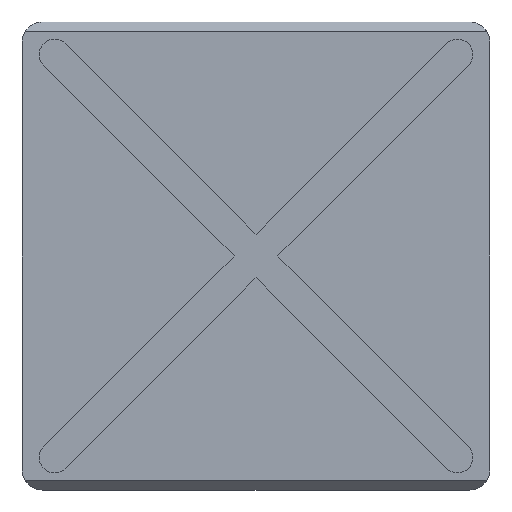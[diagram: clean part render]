
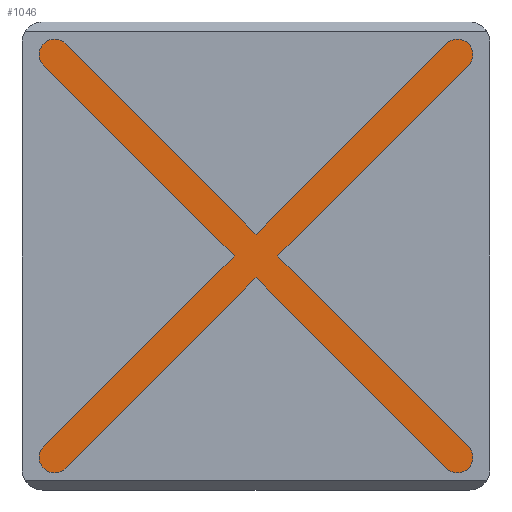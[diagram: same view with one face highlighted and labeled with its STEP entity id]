
A CAD part, front view. The second image highlights one B-rep face of the part: STEP entity #1046.
In plain terms, the highlighted face is planar.
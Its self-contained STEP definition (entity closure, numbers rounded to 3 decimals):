
#13 = DIRECTION ( 'NONE',  ( -0.707, 0.707, 0. ) ) ;
#20 = CARTESIAN_POINT ( 'NONE',  ( -33.231, 30.85, 0.762 ) ) ;
#35 = CARTESIAN_POINT ( 'NONE',  ( -32.534, -29.166, 0.762 ) ) ;
#44 = CARTESIAN_POINT ( 'NONE',  ( 30.85, -30.85, 0.762 ) ) ;
#62 = EDGE_CURVE ( 'NONE', #240, #1329, #352, .T. ) ;
#74 = VERTEX_POINT ( 'NONE', #697 ) ;
#76 = VECTOR ( 'NONE', #826, 1000. ) ;
#85 = LINE ( 'NONE', #113, #477 ) ;
#100 = CARTESIAN_POINT ( 'NONE',  ( 1.684, 1.684, 0.762 ) ) ;
#113 = CARTESIAN_POINT ( 'NONE',  ( -1.684, -1.684, 0.762 ) ) ;
#120 = CARTESIAN_POINT ( 'NONE',  ( -1.684, 1.684, 0.762 ) ) ;
#122 = CARTESIAN_POINT ( 'NONE',  ( 3.368, 0., 0.762 ) ) ;
#128 = VERTEX_POINT ( 'NONE', #1158 ) ;
#172 = VERTEX_POINT ( 'NONE', #122 ) ;
#176 = DIRECTION ( 'NONE',  ( -1., 0., 0. ) ) ;
#203 = CARTESIAN_POINT ( 'NONE',  ( 1.684, -1.684, 0.762 ) ) ;
#218 = VERTEX_POINT ( 'NONE', #292 ) ;
#219 = DIRECTION ( 'NONE',  ( 0., 0., -1. ) ) ;
#234 = CIRCLE ( 'NONE', #427, 2.381 ) ;
#240 = VERTEX_POINT ( 'NONE', #760 ) ;
#247 = CIRCLE ( 'NONE', #440, 2.381 ) ;
#270 = ORIENTED_EDGE ( 'NONE', *, *, #476, .T. ) ;
#285 = EDGE_CURVE ( 'NONE', #218, #1161, #971, .T. ) ;
#292 = CARTESIAN_POINT ( 'NONE',  ( 0., 3.368, 0.762 ) ) ;
#311 = EDGE_CURVE ( 'NONE', #711, #74, #631, .T. ) ;
#326 = CARTESIAN_POINT ( 'NONE',  ( -30.85, 30.85, 0.762 ) ) ;
#350 = ORIENTED_EDGE ( 'NONE', *, *, #285, .F. ) ;
#352 = CIRCLE ( 'NONE', #1181, 2.381 ) ;
#357 = CARTESIAN_POINT ( 'NONE',  ( 30.85, 30.85, 0.762 ) ) ;
#360 = DIRECTION ( 'NONE',  ( 0., 0., -1. ) ) ;
#364 = EDGE_CURVE ( 'NONE', #1080, #519, #1442, .T. ) ;
#377 = CARTESIAN_POINT ( 'NONE',  ( -30.85, -30.85, 0.762 ) ) ;
#395 = ORIENTED_EDGE ( 'NONE', *, *, #1367, .T. ) ;
#425 = DIRECTION ( 'NONE',  ( 0., 0., -1. ) ) ;
#427 = AXIS2_PLACEMENT_3D ( 'NONE', #712, #1149, #721 ) ;
#430 = EDGE_CURVE ( 'NONE', #128, #218, #766, .T. ) ;
#431 = VECTOR ( 'NONE', #869, 1000. ) ;
#438 = DIRECTION ( 'NONE',  ( -0.707, 0.707, 0. ) ) ;
#440 = AXIS2_PLACEMENT_3D ( 'NONE', #44, #649, #962 ) ;
#459 = DIRECTION ( 'NONE',  ( -0.707, 0.707, 0. ) ) ;
#462 = CARTESIAN_POINT ( 'NONE',  ( -1.684, -1.684, 0.762 ) ) ;
#476 = EDGE_CURVE ( 'NONE', #693, #1198, #85, .T. ) ;
#477 = VECTOR ( 'NONE', #459, 1000. ) ;
#501 = VECTOR ( 'NONE', #584, 1000. ) ;
#512 = ORIENTED_EDGE ( 'NONE', *, *, #364, .F. ) ;
#519 = VERTEX_POINT ( 'NONE', #35 ) ;
#542 = EDGE_CURVE ( 'NONE', #74, #519, #234, .T. ) ;
#545 = CIRCLE ( 'NONE', #1105, 2.381 ) ;
#563 = LINE ( 'NONE', #100, #1095 ) ;
#584 = DIRECTION ( 'NONE',  ( -0.707, -0.707, 0. ) ) ;
#621 = CARTESIAN_POINT ( 'NONE',  ( -3.368, 0., 0.762 ) ) ;
#631 = CIRCLE ( 'NONE', #1446, 2.381 ) ;
#649 = DIRECTION ( 'NONE',  ( 0., 0., -1. ) ) ;
#660 = CARTESIAN_POINT ( 'NONE',  ( 0., -3.368, 0.762 ) ) ;
#662 = DIRECTION ( 'NONE',  ( -1., 0., 0. ) ) ;
#663 = CARTESIAN_POINT ( 'NONE',  ( -1.684, 1.684, 0.762 ) ) ;
#679 = CIRCLE ( 'NONE', #1444, 2.381 ) ;
#688 = EDGE_CURVE ( 'NONE', #788, #693, #247, .T. ) ;
#693 = VERTEX_POINT ( 'NONE', #1419 ) ;
#697 = CARTESIAN_POINT ( 'NONE',  ( -33.231, -30.85, 0.762 ) ) ;
#708 = ORIENTED_EDGE ( 'NONE', *, *, #872, .T. ) ;
#709 = FACE_OUTER_BOUND ( 'NONE', #1114, .T. ) ;
#711 = VERTEX_POINT ( 'NONE', #1310 ) ;
#712 = CARTESIAN_POINT ( 'NONE',  ( -30.85, -30.85, 0.762 ) ) ;
#721 = DIRECTION ( 'NONE',  ( -1., 0., 0. ) ) ;
#728 = CARTESIAN_POINT ( 'NONE',  ( 1.684, 1.684, 0.762 ) ) ;
#732 = LINE ( 'NONE', #462, #1338 ) ;
#753 = ORIENTED_EDGE ( 'NONE', *, *, #906, .T. ) ;
#760 = CARTESIAN_POINT ( 'NONE',  ( -32.534, 29.166, 0.762 ) ) ;
#766 = LINE ( 'NONE', #663, #816 ) ;
#788 = VERTEX_POINT ( 'NONE', #996 ) ;
#806 = LINE ( 'NONE', #203, #76 ) ;
#810 = EDGE_CURVE ( 'NONE', #1329, #1161, #679, .T. ) ;
#816 = VECTOR ( 'NONE', #1032, 1000. ) ;
#821 = EDGE_CURVE ( 'NONE', #788, #172, #563, .T. ) ;
#826 = DIRECTION ( 'NONE',  ( -0.707, -0.707, 0. ) ) ;
#869 = DIRECTION ( 'NONE',  ( -0.707, 0.707, 0. ) ) ;
#872 = EDGE_CURVE ( 'NONE', #1198, #711, #806, .T. ) ;
#879 = VERTEX_POINT ( 'NONE', #955 ) ;
#881 = ORIENTED_EDGE ( 'NONE', *, *, #430, .F. ) ;
#892 = DIRECTION ( 'NONE',  ( -1., 0., 0. ) ) ;
#906 = EDGE_CURVE ( 'NONE', #1080, #240, #732, .T. ) ;
#911 = AXIS2_PLACEMENT_3D ( 'NONE', #1036, #360, #1043 ) ;
#933 = CARTESIAN_POINT ( 'NONE',  ( 1.684, -1.684, 0.762 ) ) ;
#934 = ORIENTED_EDGE ( 'NONE', *, *, #688, .T. ) ;
#939 = DIRECTION ( 'NONE',  ( -0.707, -0.707, 0. ) ) ;
#955 = CARTESIAN_POINT ( 'NONE',  ( 32.534, 29.166, 0.762 ) ) ;
#958 = DIRECTION ( 'NONE',  ( 0., 0., -1. ) ) ;
#962 = DIRECTION ( 'NONE',  ( -1., 0., 0. ) ) ;
#971 = LINE ( 'NONE', #728, #431 ) ;
#975 = ORIENTED_EDGE ( 'NONE', *, *, #311, .T. ) ;
#993 = CARTESIAN_POINT ( 'NONE',  ( -30.85, 30.85, 0.762 ) ) ;
#995 = ORIENTED_EDGE ( 'NONE', *, *, #810, .T. ) ;
#996 = CARTESIAN_POINT ( 'NONE',  ( 32.534, -29.166, 0.762 ) ) ;
#1021 = ORIENTED_EDGE ( 'NONE', *, *, #542, .T. ) ;
#1032 = DIRECTION ( 'NONE',  ( -0.707, -0.707, 0. ) ) ;
#1034 = DIRECTION ( 'NONE',  ( 0., 0., -1. ) ) ;
#1036 = CARTESIAN_POINT ( 'NONE',  ( 0., 0., 0.762 ) ) ;
#1043 = DIRECTION ( 'NONE',  ( -1., 0., 0. ) ) ;
#1046 = ADVANCED_FACE ( 'NONE', ( #709 ), #1146, .T. ) ;
#1080 = VERTEX_POINT ( 'NONE', #621 ) ;
#1095 = VECTOR ( 'NONE', #438, 1000. ) ;
#1105 = AXIS2_PLACEMENT_3D ( 'NONE', #357, #1034, #1266 ) ;
#1114 = EDGE_LOOP ( 'NONE', ( #881, #395, #1400, #1126, #934, #270, #708, #975, #1021, #512, #753, #1163, #995, #350 ) ) ;
#1126 = ORIENTED_EDGE ( 'NONE', *, *, #821, .F. ) ;
#1146 = PLANE ( 'NONE',  #911 ) ;
#1149 = DIRECTION ( 'NONE',  ( 0., 0., -1. ) ) ;
#1158 = CARTESIAN_POINT ( 'NONE',  ( 29.166, 32.534, 0.762 ) ) ;
#1161 = VERTEX_POINT ( 'NONE', #1300 ) ;
#1163 = ORIENTED_EDGE ( 'NONE', *, *, #62, .T. ) ;
#1181 = AXIS2_PLACEMENT_3D ( 'NONE', #993, #425, #892 ) ;
#1198 = VERTEX_POINT ( 'NONE', #660 ) ;
#1266 = DIRECTION ( 'NONE',  ( -1., 0., 0. ) ) ;
#1273 = LINE ( 'NONE', #933, #1360 ) ;
#1300 = CARTESIAN_POINT ( 'NONE',  ( -29.166, 32.534, 0.762 ) ) ;
#1310 = CARTESIAN_POINT ( 'NONE',  ( -29.166, -32.534, 0.762 ) ) ;
#1329 = VERTEX_POINT ( 'NONE', #20 ) ;
#1338 = VECTOR ( 'NONE', #13, 1000. ) ;
#1360 = VECTOR ( 'NONE', #939, 1000. ) ;
#1367 = EDGE_CURVE ( 'NONE', #128, #879, #545, .T. ) ;
#1374 = EDGE_CURVE ( 'NONE', #879, #172, #1273, .T. ) ;
#1400 = ORIENTED_EDGE ( 'NONE', *, *, #1374, .T. ) ;
#1419 = CARTESIAN_POINT ( 'NONE',  ( 29.166, -32.534, 0.762 ) ) ;
#1442 = LINE ( 'NONE', #120, #501 ) ;
#1444 = AXIS2_PLACEMENT_3D ( 'NONE', #326, #219, #662 ) ;
#1446 = AXIS2_PLACEMENT_3D ( 'NONE', #377, #958, #176 ) ;
